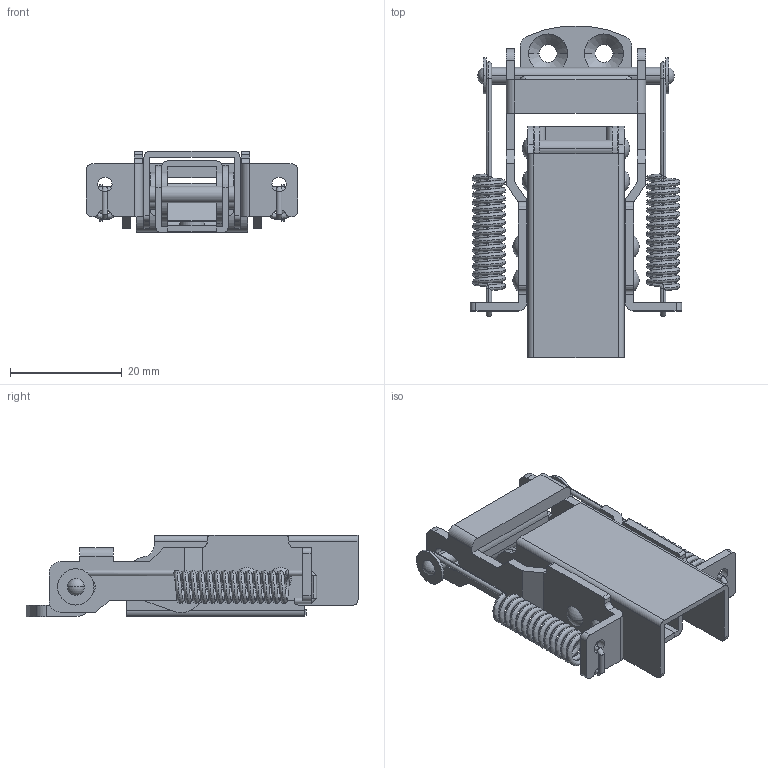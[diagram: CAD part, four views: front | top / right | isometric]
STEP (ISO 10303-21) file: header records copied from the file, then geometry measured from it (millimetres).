
FILE_DESCRIPTION (( 'STEP AP214' ), '1' );
FILE_NAME ('TL_397.STEP', '2015-02-23T00:11:59', ( '' ), ( '' ), 'SwSTEP 2.0', 'SolidWorks 2015', '' );
FILE_SCHEMA (( 'AUTOMOTIVE_DESIGN' ));
Length unit declared in the file: millimetre
Products named in the file (6): shaft; lever; keeper; arm; base; TL_397
Assembly tree (5 placements, depth 2):
  TL_397
    base
    arm
    keeper
    lever
    shaft
Bounding box: 37.8 x 59.42 x 14.5 mm (x, y, z)
Volume: 6184.6 mm3; surface area: 12299.5 mm2
Topology: 7 solids, 7 shells, 338 faces, 919 edges, 594 vertices
Faces by surface type: cylinder 153, plane 145, sphere 20, torus 8, bspline 8, cone 4
Entity records: 18687 total; most frequent: CARTESIAN_POINT 9637, DIRECTION 1915, ORIENTED_EDGE 1806, EDGE_CURVE 903, AXIS2_PLACEMENT_3D 692, VERTEX_POINT 594, LINE 531, VECTOR 531
